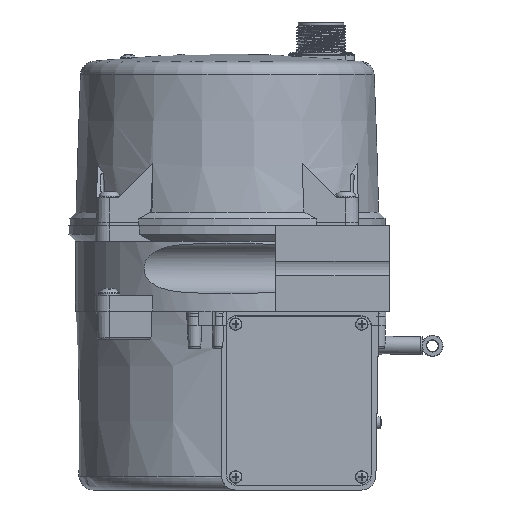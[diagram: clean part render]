
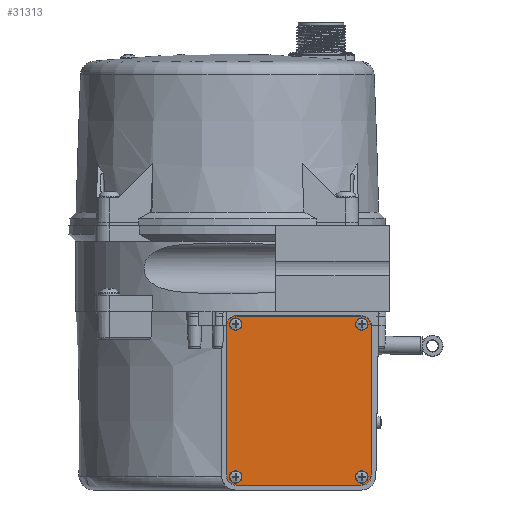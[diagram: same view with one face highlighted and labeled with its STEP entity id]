
A CAD part, left-side view. The second image highlights one B-rep face of the part: STEP entity #31313.
In plain terms, the highlighted planar face has unit normal (-1, 0, 0).
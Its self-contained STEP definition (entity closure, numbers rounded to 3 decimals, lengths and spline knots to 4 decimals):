
#1643=LINE('',#65104,#2816);
#1644=LINE('',#65108,#2817);
#1645=LINE('',#65112,#2818);
#1646=LINE('',#65116,#2819);
#2816=VECTOR('',#41602,5.5093);
#2817=VECTOR('',#41605,6.6015);
#2818=VECTOR('',#41608,5.5093);
#2819=VECTOR('',#41611,6.6015);
#5172=PLANE('',#34460);
#5901=FACE_BOUND('',#9729,.T.);
#5902=FACE_BOUND('',#9730,.T.);
#5903=FACE_BOUND('',#9731,.T.);
#5904=FACE_BOUND('',#9732,.T.);
#7502=FACE_OUTER_BOUND('',#9728,.T.);
#9728=EDGE_LOOP('',(#26059,#26060,#26061,#26062,#26063,#26064,#26065,#26066));
#9729=EDGE_LOOP('',(#26067));
#9730=EDGE_LOOP('',(#26068));
#9731=EDGE_LOOP('',(#26069));
#9732=EDGE_LOOP('',(#26070));
#10584=CIRCLE('',#32402,0.2781);
#10695=CIRCLE('',#32636,0.2781);
#10721=CIRCLE('',#32693,0.2781);
#10747=CIRCLE('',#32746,0.2781);
#11529=CIRCLE('',#34461,0.4775);
#11530=CIRCLE('',#34462,0.4775);
#11531=CIRCLE('',#34463,0.4775);
#11532=CIRCLE('',#34464,0.4775);
#12346=VERTEX_POINT('',#50327);
#12560=VERTEX_POINT('',#51855);
#12609=VERTEX_POINT('',#52177);
#12656=VERTEX_POINT('',#52527);
#14279=VERTEX_POINT('',#65102);
#14280=VERTEX_POINT('',#65103);
#14281=VERTEX_POINT('',#65105);
#14282=VERTEX_POINT('',#65107);
#14283=VERTEX_POINT('',#65109);
#14284=VERTEX_POINT('',#65111);
#14285=VERTEX_POINT('',#65113);
#14286=VERTEX_POINT('',#65115);
#15492=EDGE_CURVE('',#12346,#12346,#10584,.T.);
#15806=EDGE_CURVE('',#12560,#12560,#10695,.T.);
#15875=EDGE_CURVE('',#12609,#12609,#10721,.T.);
#15942=EDGE_CURVE('',#12656,#12656,#10747,.T.);
#18343=EDGE_CURVE('',#14279,#14280,#1643,.T.);
#18344=EDGE_CURVE('',#14281,#14279,#11529,.T.);
#18345=EDGE_CURVE('',#14282,#14281,#1644,.T.);
#18346=EDGE_CURVE('',#14283,#14282,#11530,.T.);
#18347=EDGE_CURVE('',#14284,#14283,#1645,.T.);
#18348=EDGE_CURVE('',#14285,#14284,#11531,.T.);
#18349=EDGE_CURVE('',#14286,#14285,#1646,.T.);
#18350=EDGE_CURVE('',#14280,#14286,#11532,.T.);
#26059=ORIENTED_EDGE('',*,*,#18343,.F.);
#26060=ORIENTED_EDGE('',*,*,#18344,.F.);
#26061=ORIENTED_EDGE('',*,*,#18345,.F.);
#26062=ORIENTED_EDGE('',*,*,#18346,.F.);
#26063=ORIENTED_EDGE('',*,*,#18347,.F.);
#26064=ORIENTED_EDGE('',*,*,#18348,.F.);
#26065=ORIENTED_EDGE('',*,*,#18349,.F.);
#26066=ORIENTED_EDGE('',*,*,#18350,.F.);
#26067=ORIENTED_EDGE('',*,*,#15492,.T.);
#26068=ORIENTED_EDGE('',*,*,#15806,.T.);
#26069=ORIENTED_EDGE('',*,*,#15875,.T.);
#26070=ORIENTED_EDGE('',*,*,#15942,.T.);
#31313=ADVANCED_FACE('',(#7502,#5901,#5902,#5903,#5904),#5172,.F.);
#32402=AXIS2_PLACEMENT_3D('',#50328,#36623,#36624);
#32636=AXIS2_PLACEMENT_3D('',#51856,#37171,#37172);
#32693=AXIS2_PLACEMENT_3D('',#52178,#37301,#37302);
#32746=AXIS2_PLACEMENT_3D('',#52528,#37423,#37424);
#34460=AXIS2_PLACEMENT_3D('',#65101,#41600,#41601);
#34461=AXIS2_PLACEMENT_3D('',#65106,#41603,#41604);
#34462=AXIS2_PLACEMENT_3D('',#65110,#41606,#41607);
#34463=AXIS2_PLACEMENT_3D('',#65114,#41609,#41610);
#34464=AXIS2_PLACEMENT_3D('',#65117,#41612,#41613);
#36623=DIRECTION('center_axis',(1.,0.,0.));
#36624=DIRECTION('ref_axis',(0.,1.,0.));
#37171=DIRECTION('center_axis',(1.,0.,0.));
#37172=DIRECTION('ref_axis',(0.,1.,0.));
#37301=DIRECTION('center_axis',(1.,0.,0.));
#37302=DIRECTION('ref_axis',(0.,1.,0.));
#37423=DIRECTION('center_axis',(1.,0.,0.));
#37424=DIRECTION('ref_axis',(0.,1.,0.));
#41600=DIRECTION('center_axis',(1.,0.,0.));
#41601=DIRECTION('ref_axis',(0.,0.,-1.));
#41602=DIRECTION('',(0.,-1.,0.));
#41603=DIRECTION('center_axis',(1.,0.,0.));
#41604=DIRECTION('ref_axis',(0.,1.,0.));
#41605=DIRECTION('',(0.,0.,1.));
#41606=DIRECTION('center_axis',(1.,0.,0.));
#41607=DIRECTION('ref_axis',(0.,0.,
-1.));
#41608=DIRECTION('',(0.,1.,0.));
#41609=DIRECTION('center_axis',(1.,0.,0.));
#41610=DIRECTION('ref_axis',(0.,-1.,0.));
#41611=DIRECTION('',(0.,0.,-1.));
#41612=DIRECTION('center_axis',(1.,0.,0.));
#41613=DIRECTION('ref_axis',(0.,0.,
1.));
#50327=CARTESIAN_POINT('',(-6.985,-0.0927,-7.4168));
#50328=CARTESIAN_POINT('Origin',(-6.985,-0.3708,-7.4168));
#51855=CARTESIAN_POINT('',(-6.985,-5.7315,-7.4168));
#51856=CARTESIAN_POINT('Origin',(-6.985,-6.0096,-7.4168));
#52177=CARTESIAN_POINT('',(-6.985,-5.7315,-0.5842));
#52178=CARTESIAN_POINT('Origin',(-6.985,-6.0096,-0.5842));
#52527=CARTESIAN_POINT('',(-6.985,-0.0927,-0.5842));
#52528=CARTESIAN_POINT('Origin',(-6.985,-0.3708,-0.5842));
#65101=CARTESIAN_POINT('Origin',(-6.985,-3.189,-3.9992));
#65102=CARTESIAN_POINT('',(-6.985,-0.4343,-0.221));
#65103=CARTESIAN_POINT('',(-6.985,-5.9436,-0.221));
#65104=CARTESIAN_POINT('',(-6.985,-0.4343,-0.221));
#65105=CARTESIAN_POINT('',(-6.985,0.0432,-0.6985));
#65106=CARTESIAN_POINT('Origin',(-6.985,-0.4343,-0.6985));
#65107=CARTESIAN_POINT('',(-6.985,0.0432,-7.3));
#65108=CARTESIAN_POINT('',(-6.985,0.0432,-7.3));
#65109=CARTESIAN_POINT('',(-6.985,-0.4343,-7.7775));
#65110=CARTESIAN_POINT('Origin',(-6.985,-0.4343,-7.3));
#65111=CARTESIAN_POINT('',(-6.985,-5.9436,-7.7775));
#65112=CARTESIAN_POINT('',(-6.985,-5.9436,-7.7775));
#65113=CARTESIAN_POINT('',(-6.985,-6.4211,-7.3));
#65114=CARTESIAN_POINT('Origin',(-6.985,-5.9436,-7.3));
#65115=CARTESIAN_POINT('',(-6.985,-6.4211,-0.6985));
#65116=CARTESIAN_POINT('',(-6.985,-6.4211,-0.6985));
#65117=CARTESIAN_POINT('Origin',(-6.985,-5.9436,-0.6985));
